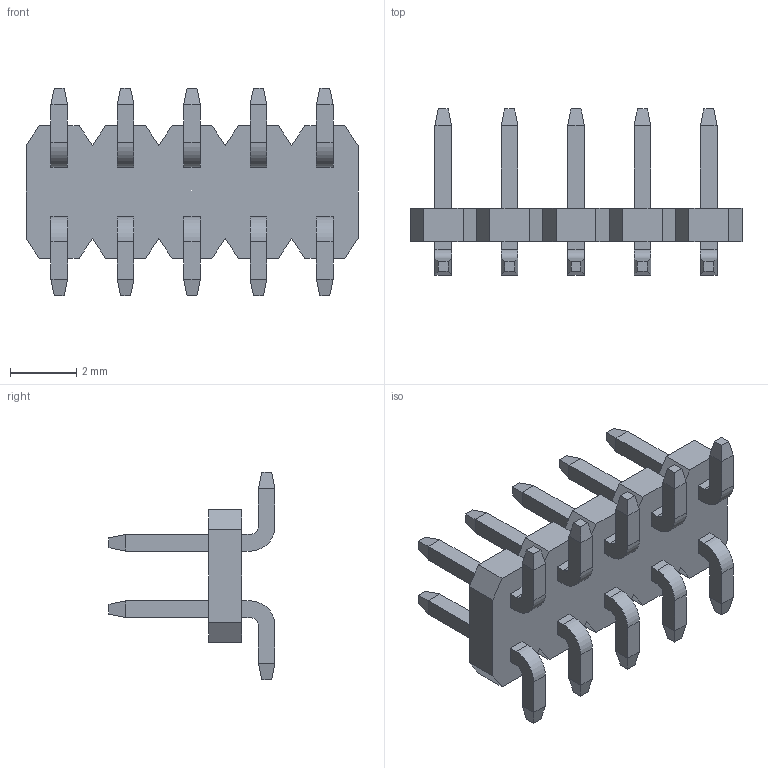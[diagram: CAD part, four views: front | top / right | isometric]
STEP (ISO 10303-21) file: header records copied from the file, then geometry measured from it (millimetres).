
FILE_DESCRIPTION((''),'2;1');
FILE_NAME('FPH20069-D10S1014120409M','2024-04-23T',('工程三'),(''),'PRO/ENGINEER BY PARAMETRIC TECHNOLOGY CORPORATION, 2010280','PRO/ENGINEER BY PARAMETRIC TECHNOLOGY CORPORATION, 2010280','');
FILE_SCHEMA(('CONFIG_CONTROL_DESIGN'));
Length unit declared in the file: millimetre
Products named in the file (1): FPH20069-D10S1014120409M
Bounding box: 10 x 5 x 6.25 mm (x, y, z)
Volume: 50.9 mm3; surface area: 213.6 mm2
Topology: 1 solids, 1 shells, 254 faces, 616 edges, 384 vertices
Faces by surface type: plane 234, cylinder 20
Entity records: 7238 total; most frequent: CARTESIAN_POINT 1254, ORIENTED_EDGE 1232, DIRECTION 1164, EDGE_CURVE 616, VECTOR 576, LINE 576, VERTEX_POINT 384, AXIS2_PLACEMENT_3D 294
